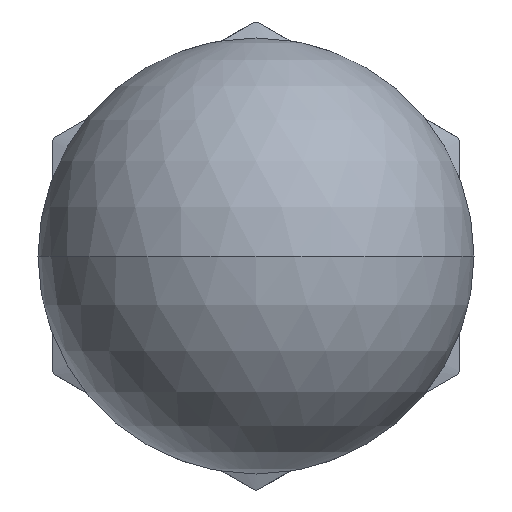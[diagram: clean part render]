
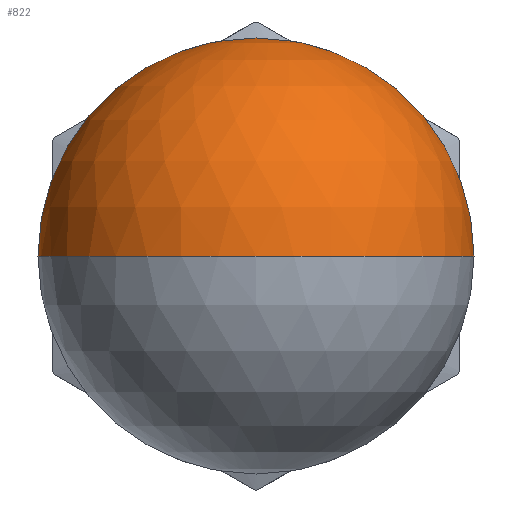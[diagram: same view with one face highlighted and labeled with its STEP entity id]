
A CAD part, front view. The second image highlights one B-rep face of the part: STEP entity #822.
In plain terms, the highlighted spherical face has radius 7.5 mm.
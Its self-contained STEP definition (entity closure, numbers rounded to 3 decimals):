
#12 = DIRECTION ( 'NONE',  ( 0., 0., -1. ) ) ;
#44 = AXIS2_PLACEMENT_3D ( 'NONE', #243, #338, #108 ) ;
#68 = CIRCLE ( 'NONE', #44, 7.5 ) ;
#108 = DIRECTION ( 'NONE',  ( -1., 0., 0. ) ) ;
#118 = EDGE_CURVE ( 'NONE', #1286, #1196, #68, .T. ) ;
#121 = DIRECTION ( 'NONE',  ( -1., 0., 0. ) ) ;
#135 = DIRECTION ( 'NONE',  ( 1., 0., 0. ) ) ;
#243 = CARTESIAN_POINT ( 'NONE',  ( 0., -14.5, 0. ) ) ;
#338 = DIRECTION ( 'NONE',  ( 0., 0., -1. ) ) ;
#370 = DIRECTION ( 'NONE',  ( 0., -1., 0. ) ) ;
#605 = ORIENTED_EDGE ( 'NONE', *, *, #1011, .T. ) ;
#662 = CARTESIAN_POINT ( 'NONE',  ( 0., -14.5, 0. ) ) ;
#687 = SPHERICAL_SURFACE ( 'NONE', #1314, 7.5 ) ;
#739 = AXIS2_PLACEMENT_3D ( 'NONE', #1151, #370, #135 ) ;
#822 = ADVANCED_FACE ( 'NONE', ( #1262 ), #687, .T. ) ;
#830 = EDGE_LOOP ( 'NONE', ( #1269, #605 ) ) ;
#929 = CIRCLE ( 'NONE', #739, 7.5 ) ;
#1011 = EDGE_CURVE ( 'NONE', #1286, #1196, #929, .T. ) ;
#1032 = CARTESIAN_POINT ( 'NONE',  ( 7.5, -14.5, 0. ) ) ;
#1151 = CARTESIAN_POINT ( 'NONE',  ( 0., -14.5, 0. ) ) ;
#1196 = VERTEX_POINT ( 'NONE', #1224 ) ;
#1224 = CARTESIAN_POINT ( 'NONE',  ( -7.5, -14.5, 0. ) ) ;
#1262 = FACE_OUTER_BOUND ( 'NONE', #830, .T. ) ;
#1269 = ORIENTED_EDGE ( 'NONE', *, *, #118, .F. ) ;
#1286 = VERTEX_POINT ( 'NONE', #1032 ) ;
#1314 = AXIS2_PLACEMENT_3D ( 'NONE', #662, #12, #121 ) ;
